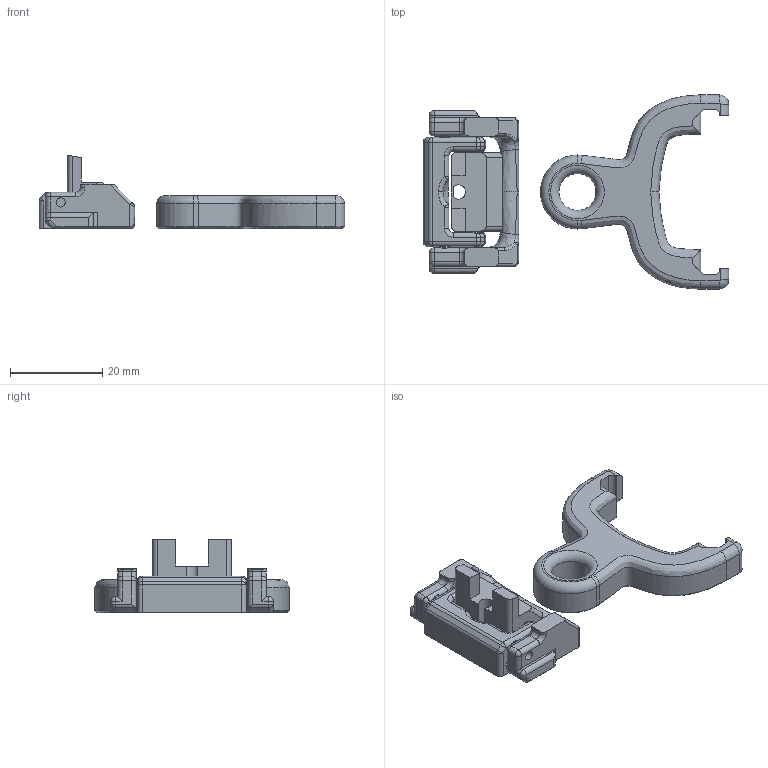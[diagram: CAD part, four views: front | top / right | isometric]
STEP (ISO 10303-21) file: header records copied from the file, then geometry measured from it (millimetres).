
FILE_DESCRIPTION(/* description */ (''),/* implementation_level */ '2;1');
FILE_NAME(/* name */ 'NewLatch-v0.1 v86.step',/* time_stamp */ '2022-02-02T05:40:15+00:00',/* author */ (''),/* organization */ (''),/* preprocessor_version */ 'ST-DEVELOPER v18.1',/* originating_system */ 'Autodesk Translation Framework v10.13.0.1454',/* authorisation */ '');
FILE_SCHEMA (('AUTOMOTIVE_DESIGN { 1 0 10303 214 3 1 1 }'));
Length unit declared in the file: millimetre
Products named in the file (1): NewLatch-v0.1
Bounding box: 66.02 x 42 x 15.9 mm (x, y, z)
Volume: 9047.7 mm3; surface area: 6241.2 mm2
Topology: 4 solids, 4 shells, 352 faces, 836 edges, 494 vertices
Faces by surface type: plane 112, cylinder 111, bspline 68, sphere 24, cone 23, torus 14
Full cylindrical faces by diameter (mm): 2 x4, 2.1 x3, 8.002 x1
Entity records: 12649 total; most frequent: CARTESIAN_POINT 4811, ORIENTED_EDGE 1672, DIRECTION 1550, EDGE_CURVE 836, AXIS2_PLACEMENT_3D 575, VERTEX_POINT 494, LINE 400, VECTOR 400
